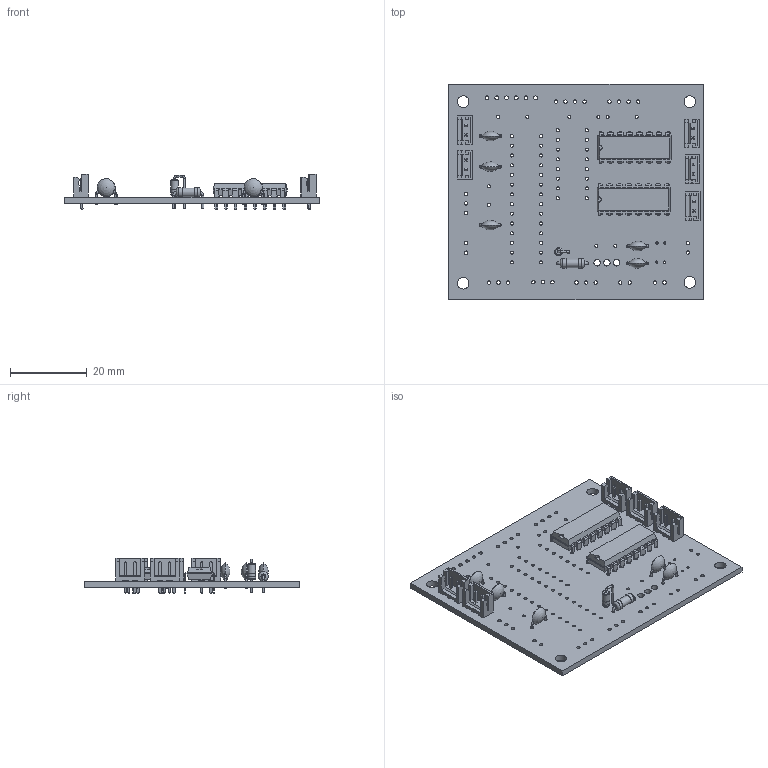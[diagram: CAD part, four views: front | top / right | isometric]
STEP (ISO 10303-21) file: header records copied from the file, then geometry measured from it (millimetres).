
FILE_DESCRIPTION(('KiCad electronic assembly'),'2;1');
FILE_NAME('main_board.step','2021-11-30T18:13:30',('An Author'),( 'A Company'),'Open CASCADE STEP processor 6.9', 'KiCad to STEP converter','Unknown');
FILE_SCHEMA(('AUTOMOTIVE_DESIGN { 1 0 10303 214 1 1 1 1 }'));
Length unit declared in the file: millimetre
Products named in the file (12): Open CASCADE STEP translator 6.9 1; C_Disc_D4.7mm_W2.5mm_P5.00mm; SOLID; R_Axial_DIN0207_L6.3mm_D2.5mm_P7.62mm_Horizontal; JST_EH_B2B-EH-A_1x02_P2.50mm_Vertical; D_DO-35_SOD27_P2.54mm_Vertical_AnodeUp; DIP-16_W7.62mm; COMPOUND
Assembly tree (20 placements, depth 3):
  Open CASCADE STEP translator 6.9 1
    C_Disc_D4.7mm_W2.5mm_P5.00mm  x5
      SOLID
    R_Axial_DIN0207_L6.3mm_D2.5mm_P7.62mm_Horizontal
      SOLID
    JST_EH_B2B-EH-A_1x02_P2.50mm_Vertical  x5
      SOLID
    D_DO-35_SOD27_P2.54mm_Vertical_AnodeUp
      SOLID
    DIP-16_W7.62mm  x2
      SOLID
    COMPOUND
Bounding box: 66.5 x 56.25 x 9.3 mm (x, y, z)
Volume: 7139.6 mm3; surface area: 11273.4 mm2
Topology: 15 solids, 15 shells, 1221 faces, 3296 edges, 2123 vertices
Faces by surface type: plane 884, cylinder 253, bspline 56, revolution 10, sphere 10, torus 8
Full cylindrical faces by diameter (mm): 0.5 x24, 0.6 x6, 0.8 x100, 0.9 x28, 1 x16, 1.7 x3, 2 x2, 2.02 x1, 2.25 x1, 2.5 x2, 3 x4
Entity records: 44691 total; most frequent: CARTESIAN_POINT 9713, DIRECTION 6013, LINE 3677, VECTOR 3677, ORIENTED_EDGE 3084, PCURVE 3084, DEFINITIONAL_REPRESENTATION 3084, EDGE_CURVE 1542
